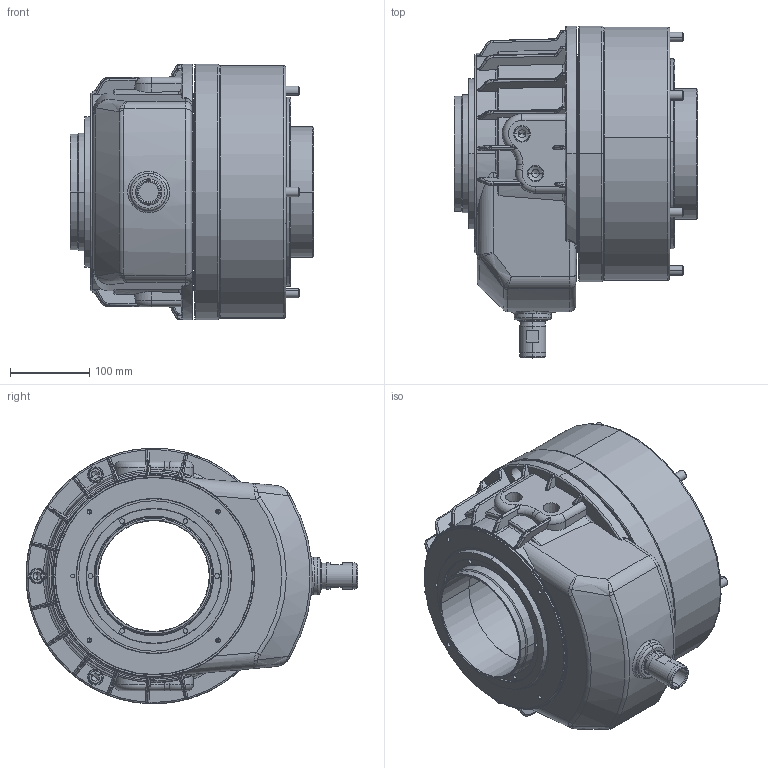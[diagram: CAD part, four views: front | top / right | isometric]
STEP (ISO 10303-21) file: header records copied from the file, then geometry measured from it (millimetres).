
FILE_DESCRIPTION (( 'STEP AP203' ), '1' );
FILE_NAME ('CF-TK-2114.STEP', '2020-08-26T02:47:37', ( '' ), ( '' ), 'SwSTEP 2.0', 'SolidWorks 2016', '' );
FILE_SCHEMA (( 'CONFIG_CONTROL_DESIGN' ));
Length unit declared in the file: millimetre
Products named in the file (9): CF-TK-2114缸體; CT-S08-08000; 圓頭內六角螺栓_M12x120; O-RING_P145; CF-TK-2114; CF-TK-2114罩殼; CF-TK-2114後柵環; CF-TK-2114閥軸; CF-TK-2114活塞
Assembly tree (13 placements, depth 2):
  CF-TK-2114
    CF-TK-2114罩殼
    CF-TK-2114後柵環
    CF-TK-2114閥軸
    CF-TK-2114活塞
    CF-TK-2114缸體
    CT-S08-08000
    圓頭內六角螺栓_M12x120  x6
    O-RING_P145
Bounding box: 307.5 x 419.5 x 323 mm (x, y, z)
Volume: 15282579.9 mm3; surface area: 1379831.3 mm2
Topology: 13 solids, 13 shells, 1142 faces, 2773 edges, 1673 vertices
Faces by surface type: cylinder 456, plane 277, cone 181, bspline 142, torus 86
Entity records: 37423 total; most frequent: CARTESIAN_POINT 13641, ORIENTED_EDGE 4882, DIRECTION 4657, EDGE_CURVE 2441, AXIS2_PLACEMENT_3D 1931, VERTEX_POINT 1508, EDGE_LOOP 1143, CIRCLE 1040
